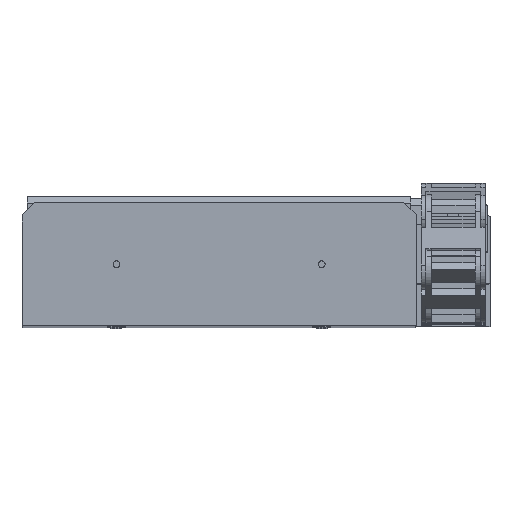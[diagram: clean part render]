
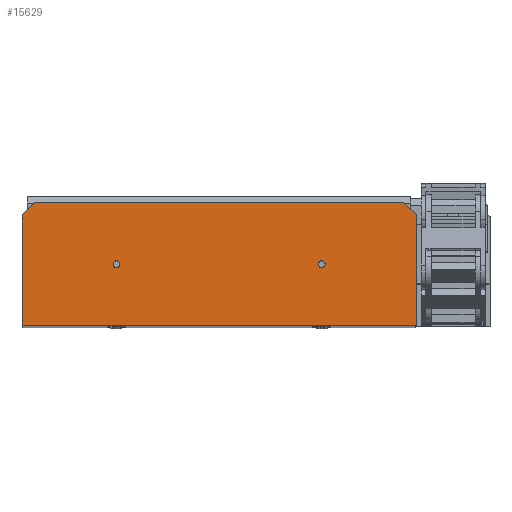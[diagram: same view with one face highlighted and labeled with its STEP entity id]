
A CAD part, top view. The second image highlights one B-rep face of the part: STEP entity #15629.
In plain terms, the highlighted planar face has unit normal (0, 0, 1).
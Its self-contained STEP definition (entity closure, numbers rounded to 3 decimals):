
#1135 = CARTESIAN_POINT ( 'NONE',  ( 72., 0.3, 208.95 ) ) ;
#1163 = CARTESIAN_POINT ( 'NONE',  ( -72., 0.3, 208.95 ) ) ;
#1617 = LINE ( 'NONE', #27266, #6618 ) ;
#2143 = EDGE_CURVE ( 'NONE', #30696, #29309, #8877, .T. ) ;
#2747 = CARTESIAN_POINT ( 'NONE',  ( -38.75, 22.8, 208.95 ) ) ;
#3890 = ORIENTED_EDGE ( 'NONE', *, *, #13968, .F. ) ;
#4862 = VERTEX_POINT ( 'NONE', #26839 ) ;
#4954 = DIRECTION ( 'NONE',  ( 1., 0., 0. ) ) ;
#5036 = CARTESIAN_POINT ( 'NONE',  ( -36.25, 22.8, 208.95 ) ) ;
#5261 = VERTEX_POINT ( 'NONE', #36385 ) ;
#5282 = VERTEX_POINT ( 'NONE', #1163 ) ;
#5844 = DIRECTION ( 'NONE',  ( -0.707, 0.707, 0. ) ) ;
#6110 = VERTEX_POINT ( 'NONE', #27246 ) ;
#6163 = EDGE_LOOP ( 'NONE', ( #18648, #37286, #20086, #30596, #39868, #39244 ) ) ;
#6299 = DIRECTION ( 'NONE',  ( -1., 0., 0. ) ) ;
#6618 = VECTOR ( 'NONE', #17667, 1000. ) ;
#8631 = CARTESIAN_POINT ( 'NONE',  ( 37.5, 22.8, 208.95 ) ) ;
#8877 = CIRCLE ( 'NONE', #24194, 1.25 ) ;
#9043 = DIRECTION ( 'NONE',  ( 0., 0., 1. ) ) ;
#9060 = VERTEX_POINT ( 'NONE', #37241 ) ;
#9418 = LINE ( 'NONE', #35062, #39616 ) ;
#10195 = CIRCLE ( 'NONE', #27569, 1.25 ) ;
#12313 = CARTESIAN_POINT ( 'NONE',  ( 0., 0., 208.95 ) ) ;
#12434 = DIRECTION ( 'NONE',  ( 0., 0., 1. ) ) ;
#12619 = VERTEX_POINT ( 'NONE', #36524 ) ;
#13327 = VECTOR ( 'NONE', #18527, 1000. ) ;
#13968 = EDGE_CURVE ( 'NONE', #29309, #30696, #23755, .T. ) ;
#14858 = DIRECTION ( 'NONE',  ( 1., 0., 0. ) ) ;
#15437 = PLANE ( 'NONE',  #18952 ) ;
#15629 = ADVANCED_FACE ( 'NONE', ( #18561, #34616, #37116 ), #15437, .T. ) ;
#15814 = AXIS2_PLACEMENT_3D ( 'NONE', #24258, #36987, #21148 ) ;
#16446 = VERTEX_POINT ( 'NONE', #31944 ) ;
#17001 = ORIENTED_EDGE ( 'NONE', *, *, #30208, .F. ) ;
#17023 = ORIENTED_EDGE ( 'NONE', *, *, #17876, .F. ) ;
#17667 = DIRECTION ( 'NONE',  ( -0.707, -0.707, 0. ) ) ;
#17876 = EDGE_CURVE ( 'NONE', #9060, #6110, #10195, .T. ) ;
#18178 = DIRECTION ( 'NONE',  ( 0., 0., 1. ) ) ;
#18527 = DIRECTION ( 'NONE',  ( 0., -1., 0. ) ) ;
#18561 = FACE_BOUND ( 'NONE', #19841, .T. ) ;
#18648 = ORIENTED_EDGE ( 'NONE', *, *, #27523, .T. ) ;
#18680 = DIRECTION ( 'NONE',  ( 1., 0., 0. ) ) ;
#18767 = DIRECTION ( 'NONE',  ( 0., 0., 1. ) ) ;
#18952 = AXIS2_PLACEMENT_3D ( 'NONE', #12313, #18767, #30858 ) ;
#19167 = CARTESIAN_POINT ( 'NONE',  ( 67.5, 45.3, 208.95 ) ) ;
#19613 = VECTOR ( 'NONE', #39779, 1000. ) ;
#19743 = EDGE_CURVE ( 'NONE', #5261, #12619, #9418, .T. ) ;
#19841 = EDGE_LOOP ( 'NONE', ( #3890, #30567 ) ) ;
#20086 = ORIENTED_EDGE ( 'NONE', *, *, #19743, .T. ) ;
#20456 = EDGE_CURVE ( 'NONE', #5282, #25381, #20797, .T. ) ;
#20797 = LINE ( 'NONE', #33509, #32359 ) ;
#21148 = DIRECTION ( 'NONE',  ( 1., 0., 0. ) ) ;
#22157 = EDGE_CURVE ( 'NONE', #12619, #16446, #1617, .T. ) ;
#22288 = LINE ( 'NONE', #19167, #25815 ) ;
#22423 = CARTESIAN_POINT ( 'NONE',  ( -37.5, 22.8, 208.95 ) ) ;
#23755 = CIRCLE ( 'NONE', #29097, 1.25 ) ;
#24194 = AXIS2_PLACEMENT_3D ( 'NONE', #22423, #12434, #18680 ) ;
#24258 = CARTESIAN_POINT ( 'NONE',  ( 37.5, 22.8, 208.95 ) ) ;
#25381 = VERTEX_POINT ( 'NONE', #1135 ) ;
#25815 = VECTOR ( 'NONE', #5844, 1000. ) ;
#26839 = CARTESIAN_POINT ( 'NONE',  ( 72., 40.8, 208.95 ) ) ;
#27246 = CARTESIAN_POINT ( 'NONE',  ( 38.75, 22.8, 208.95 ) ) ;
#27266 = CARTESIAN_POINT ( 'NONE',  ( -72., 40.8, 208.95 ) ) ;
#27523 = EDGE_CURVE ( 'NONE', #25381, #4862, #39572, .T. ) ;
#27569 = AXIS2_PLACEMENT_3D ( 'NONE', #8631, #9043, #28023 ) ;
#28023 = DIRECTION ( 'NONE',  ( 1., 0., 0. ) ) ;
#28120 = LINE ( 'NONE', #28332, #13327 ) ;
#28332 = CARTESIAN_POINT ( 'NONE',  ( -72., 40.8, 208.95 ) ) ;
#28408 = CARTESIAN_POINT ( 'NONE',  ( -37.5, 22.8, 208.95 ) ) ;
#29097 = AXIS2_PLACEMENT_3D ( 'NONE', #28408, #18178, #14858 ) ;
#29309 = VERTEX_POINT ( 'NONE', #5036 ) ;
#30208 = EDGE_CURVE ( 'NONE', #6110, #9060, #36421, .T. ) ;
#30567 = ORIENTED_EDGE ( 'NONE', *, *, #2143, .F. ) ;
#30596 = ORIENTED_EDGE ( 'NONE', *, *, #22157, .T. ) ;
#30696 = VERTEX_POINT ( 'NONE', #2747 ) ;
#30858 = DIRECTION ( 'NONE',  ( 1., 0., 0. ) ) ;
#31944 = CARTESIAN_POINT ( 'NONE',  ( -72., 40.8, 208.95 ) ) ;
#32324 = EDGE_CURVE ( 'NONE', #4862, #5261, #22288, .T. ) ;
#32359 = VECTOR ( 'NONE', #4954, 1000. ) ;
#33509 = CARTESIAN_POINT ( 'NONE',  ( -72., 0.3, 208.95 ) ) ;
#34616 = FACE_BOUND ( 'NONE', #35424, .T. ) ;
#35062 = CARTESIAN_POINT ( 'NONE',  ( -67.5, 45.3, 208.95 ) ) ;
#35424 = EDGE_LOOP ( 'NONE', ( #17001, #17023 ) ) ;
#36385 = CARTESIAN_POINT ( 'NONE',  ( 67.5, 45.3, 208.95 ) ) ;
#36421 = CIRCLE ( 'NONE', #15814, 1.25 ) ;
#36524 = CARTESIAN_POINT ( 'NONE',  ( -67.5, 45.3, 208.95 ) ) ;
#36879 = CARTESIAN_POINT ( 'NONE',  ( 72., 40.8, 208.95 ) ) ;
#36987 = DIRECTION ( 'NONE',  ( 0., 0., 1. ) ) ;
#37116 = FACE_OUTER_BOUND ( 'NONE', #6163, .T. ) ;
#37241 = CARTESIAN_POINT ( 'NONE',  ( 36.25, 22.8, 208.95 ) ) ;
#37286 = ORIENTED_EDGE ( 'NONE', *, *, #32324, .T. ) ;
#39244 = ORIENTED_EDGE ( 'NONE', *, *, #20456, .T. ) ;
#39572 = LINE ( 'NONE', #36879, #19613 ) ;
#39616 = VECTOR ( 'NONE', #6299, 1000. ) ;
#39779 = DIRECTION ( 'NONE',  ( 0., 1., 0. ) ) ;
#39868 = ORIENTED_EDGE ( 'NONE', *, *, #40817, .T. ) ;
#40817 = EDGE_CURVE ( 'NONE', #16446, #5282, #28120, .T. ) ;
